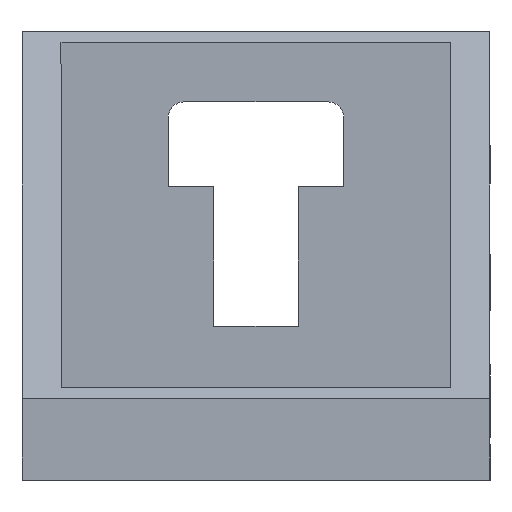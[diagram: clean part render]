
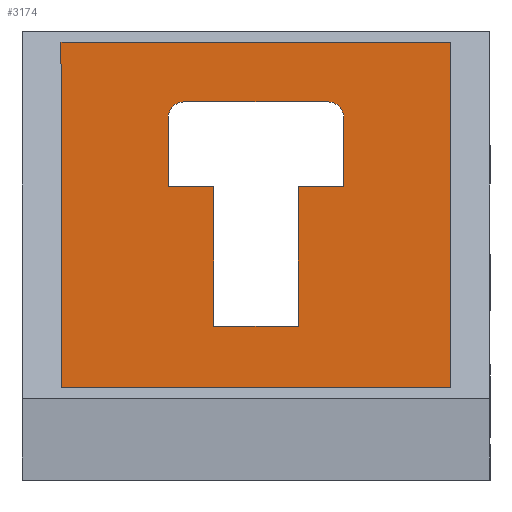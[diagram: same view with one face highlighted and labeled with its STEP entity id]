
A CAD part, front view. The second image highlights one B-rep face of the part: STEP entity #3174.
In plain terms, the highlighted planar face has unit normal (0, -1, 0).
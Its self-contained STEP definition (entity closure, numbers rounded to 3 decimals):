
#58 = CARTESIAN_POINT ( 'NONE',  ( 7.4, -9.5, 37.2 ) ) ;
#60 = EDGE_CURVE ( 'NONE', #1735, #1147, #2705, .T. ) ;
#90 = CARTESIAN_POINT ( 'NONE',  ( 7.4, -9.5, 38.8 ) ) ;
#106 = CARTESIAN_POINT ( 'NONE',  ( -7.4, -9.5, 38.8 ) ) ;
#107 = FACE_OUTER_BOUND ( 'NONE', #3127, .T. ) ;
#108 = LINE ( 'NONE', #2076, #3035 ) ;
#121 = ORIENTED_EDGE ( 'NONE', *, *, #1835, .T. ) ;
#135 = CARTESIAN_POINT ( 'NONE',  ( 0., -9.5, 30.1 ) ) ;
#150 = DIRECTION ( 'NONE',  ( -1., 0., 0. ) ) ;
#233 = CARTESIAN_POINT ( 'NONE',  ( -9., -9.5, 29.5 ) ) ;
#262 = VERTEX_POINT ( 'NONE', #1148 ) ;
#339 = DIRECTION ( 'NONE',  ( 0., 0., 1. ) ) ;
#377 = EDGE_CURVE ( 'NONE', #3186, #3614, #3679, .T. ) ;
#410 = VECTOR ( 'NONE', #776, 1000. ) ;
#417 = CARTESIAN_POINT ( 'NONE',  ( -9., -9.5, 37.2 ) ) ;
#419 = VERTEX_POINT ( 'NONE', #979 ) ;
#428 = LINE ( 'NONE', #2248, #2996 ) ;
#464 = LINE ( 'NONE', #1754, #2623 ) ;
#472 = DIRECTION ( 'NONE',  ( 1., 0., 0. ) ) ;
#488 = ORIENTED_EDGE ( 'NONE', *, *, #566, .T. ) ;
#554 = DIRECTION ( 'NONE',  ( -1., 0., 0. ) ) ;
#566 = EDGE_CURVE ( 'NONE', #3378, #1128, #601, .T. ) ;
#601 = LINE ( 'NONE', #781, #1180 ) ;
#625 = DIRECTION ( 'NONE',  ( 0., 0., -1. ) ) ;
#638 = VECTOR ( 'NONE', #472, 1000. ) ;
#725 = EDGE_CURVE ( 'NONE', #2856, #419, #3208, .T. ) ;
#768 = CARTESIAN_POINT ( 'NONE',  ( 0., -9.5, 38.8 ) ) ;
#776 = DIRECTION ( 'NONE',  ( -1., 0., 0. ) ) ;
#781 = CARTESIAN_POINT ( 'NONE',  ( 4.35, -9.5, 29.5 ) ) ;
#853 = CARTESIAN_POINT ( 'NONE',  ( 4.35, -9.5, 15.8 ) ) ;
#856 = ORIENTED_EDGE ( 'NONE', *, *, #725, .T. ) ;
#877 = EDGE_CURVE ( 'NONE', #419, #3449, #1435, .T. ) ;
#979 = CARTESIAN_POINT ( 'NONE',  ( -9., -9.5, 30.1 ) ) ;
#1004 = EDGE_CURVE ( 'NONE', #2246, #3186, #2128, .T. ) ;
#1008 = AXIS2_PLACEMENT_3D ( 'NONE', #3546, #1288, #2940 ) ;
#1034 = CARTESIAN_POINT ( 'NONE',  ( 0., -9.5, 44.9 ) ) ;
#1109 = PLANE ( 'NONE',  #1438 ) ;
#1127 = DIRECTION ( 'NONE',  ( 0., 0., 1. ) ) ;
#1128 = VERTEX_POINT ( 'NONE', #853 ) ;
#1139 = ORIENTED_EDGE ( 'NONE', *, *, #3046, .T. ) ;
#1147 = VERTEX_POINT ( 'NONE', #3102 ) ;
#1148 = CARTESIAN_POINT ( 'NONE',  ( 20., -9.5, 9.5 ) ) ;
#1180 = VECTOR ( 'NONE', #1357, 1000. ) ;
#1258 = DIRECTION ( 'NONE',  ( 1., 0., 0. ) ) ;
#1288 = DIRECTION ( 'NONE',  ( 0., 1., 0. ) ) ;
#1304 = CIRCLE ( 'NONE', #1008, 1.6 ) ;
#1357 = DIRECTION ( 'NONE',  ( 0., 0., -1. ) ) ;
#1359 = CARTESIAN_POINT ( 'NONE',  ( -4.35, -9.5, 15.8 ) ) ;
#1378 = EDGE_CURVE ( 'NONE', #1128, #1488, #108, .T. ) ;
#1386 = ORIENTED_EDGE ( 'NONE', *, *, #3086, .T. ) ;
#1435 = LINE ( 'NONE', #233, #1953 ) ;
#1438 = AXIS2_PLACEMENT_3D ( 'NONE', #1946, #3446, #625 ) ;
#1478 = EDGE_CURVE ( 'NONE', #2469, #1735, #1886, .T. ) ;
#1488 = VERTEX_POINT ( 'NONE', #1359 ) ;
#1544 = ORIENTED_EDGE ( 'NONE', *, *, #2429, .T. ) ;
#1703 = ORIENTED_EDGE ( 'NONE', *, *, #877, .T. ) ;
#1735 = VERTEX_POINT ( 'NONE', #2650 ) ;
#1754 = CARTESIAN_POINT ( 'NONE',  ( 20., -9.5, 29.5 ) ) ;
#1798 = ORIENTED_EDGE ( 'NONE', *, *, #3032, .T. ) ;
#1811 = FACE_BOUND ( 'NONE', #2433, .T. ) ;
#1835 = EDGE_CURVE ( 'NONE', #1488, #2856, #3539, .T. ) ;
#1838 = ORIENTED_EDGE ( 'NONE', *, *, #377, .T. ) ;
#1845 = ORIENTED_EDGE ( 'NONE', *, *, #1004, .T. ) ;
#1868 = VECTOR ( 'NONE', #1258, 1000. ) ;
#1886 = LINE ( 'NONE', #1034, #410 ) ;
#1909 = DIRECTION ( 'NONE',  ( 0., 0., -1. ) ) ;
#1946 = CARTESIAN_POINT ( 'NONE',  ( 0., -9.5, 29.5 ) ) ;
#1949 = CARTESIAN_POINT ( 'NONE',  ( -20., -9.5, 29.5 ) ) ;
#1953 = VECTOR ( 'NONE', #3612, 1000. ) ;
#1979 = CARTESIAN_POINT ( 'NONE',  ( -4.35, -9.5, 29.5 ) ) ;
#2076 = CARTESIAN_POINT ( 'NONE',  ( 0., -9.5, 15.8 ) ) ;
#2095 = CARTESIAN_POINT ( 'NONE',  ( 0., -9.5, 9.5 ) ) ;
#2128 = LINE ( 'NONE', #768, #638 ) ;
#2243 = ORIENTED_EDGE ( 'NONE', *, *, #1478, .T. ) ;
#2246 = VERTEX_POINT ( 'NONE', #106 ) ;
#2248 = CARTESIAN_POINT ( 'NONE',  ( 9., -9.5, 29.5 ) ) ;
#2256 = CARTESIAN_POINT ( 'NONE',  ( 9., -9.5, 30.1 ) ) ;
#2322 = VECTOR ( 'NONE', #1909, 1000. ) ;
#2343 = LINE ( 'NONE', #135, #2472 ) ;
#2429 = EDGE_CURVE ( 'NONE', #1147, #262, #2634, .T. ) ;
#2433 = EDGE_LOOP ( 'NONE', ( #1838, #2655, #1386, #488, #3363, #121, #856, #1703, #1798, #1845 ) ) ;
#2469 = VERTEX_POINT ( 'NONE', #2979 ) ;
#2472 = VECTOR ( 'NONE', #150, 1000. ) ;
#2527 = DIRECTION ( 'NONE',  ( 0., 0., -1. ) ) ;
#2579 = EDGE_CURVE ( 'NONE', #3614, #3673, #428, .T. ) ;
#2604 = VECTOR ( 'NONE', #1127, 1000. ) ;
#2623 = VECTOR ( 'NONE', #3180, 1000. ) ;
#2626 = DIRECTION ( 'NONE',  ( 0., 1., 0. ) ) ;
#2634 = LINE ( 'NONE', #2095, #1868 ) ;
#2650 = CARTESIAN_POINT ( 'NONE',  ( -20., -9.5, 44.9 ) ) ;
#2655 = ORIENTED_EDGE ( 'NONE', *, *, #2579, .T. ) ;
#2678 = ORIENTED_EDGE ( 'NONE', *, *, #60, .T. ) ;
#2705 = LINE ( 'NONE', #1949, #2322 ) ;
#2775 = DIRECTION ( 'NONE',  ( -1., 0., 0. ) ) ;
#2853 = VECTOR ( 'NONE', #2775, 1000. ) ;
#2856 = VERTEX_POINT ( 'NONE', #3382 ) ;
#2940 = DIRECTION ( 'NONE',  ( 0., 0., 1. ) ) ;
#2979 = CARTESIAN_POINT ( 'NONE',  ( 20., -9.5, 44.9 ) ) ;
#2996 = VECTOR ( 'NONE', #2527, 1000. ) ;
#3032 = EDGE_CURVE ( 'NONE', #3449, #2246, #1304, .T. ) ;
#3035 = VECTOR ( 'NONE', #554, 1000. ) ;
#3046 = EDGE_CURVE ( 'NONE', #262, #2469, #464, .T. ) ;
#3086 = EDGE_CURVE ( 'NONE', #3673, #3378, #2343, .T. ) ;
#3090 = CARTESIAN_POINT ( 'NONE',  ( 0., -9.5, 30.1 ) ) ;
#3102 = CARTESIAN_POINT ( 'NONE',  ( -20., -9.5, 9.5 ) ) ;
#3127 = EDGE_LOOP ( 'NONE', ( #1544, #1139, #2243, #2678 ) ) ;
#3174 = ADVANCED_FACE ( 'NONE', ( #1811, #107 ), #1109, .T. ) ;
#3180 = DIRECTION ( 'NONE',  ( 0., 0., 1. ) ) ;
#3186 = VERTEX_POINT ( 'NONE', #90 ) ;
#3208 = LINE ( 'NONE', #3090, #2853 ) ;
#3352 = CARTESIAN_POINT ( 'NONE',  ( 4.35, -9.5, 30.1 ) ) ;
#3363 = ORIENTED_EDGE ( 'NONE', *, *, #1378, .T. ) ;
#3378 = VERTEX_POINT ( 'NONE', #3352 ) ;
#3382 = CARTESIAN_POINT ( 'NONE',  ( -4.35, -9.5, 30.1 ) ) ;
#3446 = DIRECTION ( 'NONE',  ( 0., -1., 0. ) ) ;
#3449 = VERTEX_POINT ( 'NONE', #417 ) ;
#3539 = LINE ( 'NONE', #1979, #2604 ) ;
#3546 = CARTESIAN_POINT ( 'NONE',  ( -7.4, -9.5, 37.2 ) ) ;
#3600 = CARTESIAN_POINT ( 'NONE',  ( 9., -9.5, 37.2 ) ) ;
#3612 = DIRECTION ( 'NONE',  ( 0., 0., 1. ) ) ;
#3614 = VERTEX_POINT ( 'NONE', #3600 ) ;
#3673 = VERTEX_POINT ( 'NONE', #2256 ) ;
#3678 = AXIS2_PLACEMENT_3D ( 'NONE', #58, #2626, #339 ) ;
#3679 = CIRCLE ( 'NONE', #3678, 1.6 ) ;
